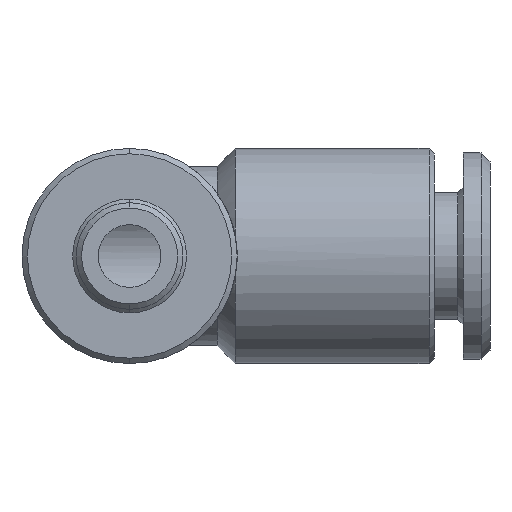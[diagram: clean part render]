
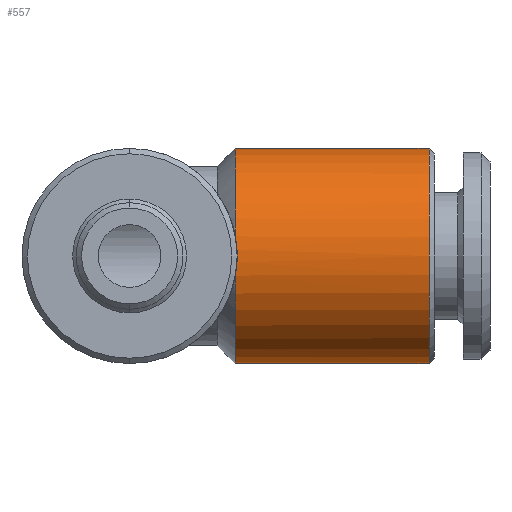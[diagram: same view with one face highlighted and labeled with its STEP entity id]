
A CAD part, front view. The second image highlights one B-rep face of the part: STEP entity #557.
In plain terms, the highlighted cylindrical face has radius 6 mm (diameter 12 mm), a partial arc.
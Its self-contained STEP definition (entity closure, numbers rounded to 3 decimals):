
#296 = VERTEX_POINT ( 'NONE', #1144 ) ;
#324 = VERTEX_POINT ( 'NONE', #1195 ) ;
#325 = VERTEX_POINT ( 'NONE', #1194 ) ;
#333 = VERTEX_POINT ( 'NONE', #1321 ) ;
#351 = VERTEX_POINT ( 'NONE', #1243 ) ;
#383 = VERTEX_POINT ( 'NONE', #1350 ) ;
#391 = EDGE_CURVE ( 'NONE', #325, #333, #1356, .T. ) ;
#399 = EDGE_CURVE ( 'NONE', #296, #324, #1365, .T. ) ;
#405 = EDGE_CURVE ( 'NONE', #333, #351, #1507, .T. ) ;
#407 = EDGE_CURVE ( 'NONE', #383, #351, #1407, .T. ) ;
#524 = EDGE_LOOP ( 'NONE', ( #546, #566, #545, #608, #610, #579 ) ) ;
#545 = ORIENTED_EDGE ( 'NONE', *, *, #399, .T. ) ;
#546 = ORIENTED_EDGE ( 'NONE', *, *, #391, .F. ) ;
#557 = ADVANCED_FACE ( 'NONE', ( #2080 ), #2074, .T. ) ;
#566 = ORIENTED_EDGE ( 'NONE', *, *, #578, .T. ) ;
#578 = EDGE_CURVE ( 'NONE', #325, #296, #2346, .T. ) ;
#579 = ORIENTED_EDGE ( 'NONE', *, *, #405, .F. ) ;
#608 = ORIENTED_EDGE ( 'NONE', *, *, #609, .F. ) ;
#609 = EDGE_CURVE ( 'NONE', #383, #324, #2294, .T. ) ;
#610 = ORIENTED_EDGE ( 'NONE', *, *, #407, .T. ) ;
#1144 = CARTESIAN_POINT ( 'NONE',  ( 16.7, 0., 6. ) ) ;
#1194 = CARTESIAN_POINT ( 'NONE',  ( 16.7, 0., -6. ) ) ;
#1195 = CARTESIAN_POINT ( 'NONE',  ( 5.9, 0., 6. ) ) ;
#1243 = CARTESIAN_POINT ( 'NONE',  ( 5.9, -5.9, -1.091 ) ) ;
#1321 = CARTESIAN_POINT ( 'NONE',  ( 5.9, 0., -6. ) ) ;
#1344 = DIRECTION ( 'NONE',  ( -1., 0., 0. ) ) ;
#1345 = VECTOR ( 'NONE', #1344, 1000. ) ;
#1346 = CARTESIAN_POINT ( 'NONE',  ( -3.45, 0., -6. ) ) ;
#1350 = CARTESIAN_POINT ( 'NONE',  ( 5.9, -5.9, 1.091 ) ) ;
#1356 = LINE ( 'NONE', #1346, #1345 ) ;
#1362 = DIRECTION ( 'NONE',  ( -1., 0., 0. ) ) ;
#1363 = VECTOR ( 'NONE', #1362, 1000. ) ;
#1364 = CARTESIAN_POINT ( 'NONE',  ( -3.45, 0., 6. ) ) ;
#1365 = LINE ( 'NONE', #1364, #1363 ) ;
#1404 = CARTESIAN_POINT ( 'NONE',  ( 6.034, -6.034, -0.368 ) ) ;
#1405 = CARTESIAN_POINT ( 'NONE',  ( 6.034, -6.034, 0.368 ) ) ;
#1406 = CARTESIAN_POINT ( 'NONE',  ( 5.9, -5.9, 1.091 ) ) ;
#1407 =( BOUNDED_CURVE ( )  B_SPLINE_CURVE ( 3, ( #1406, #1405, #1404, #1489 ),
 .UNSPECIFIED., .F., .T. ) 
 B_SPLINE_CURVE_WITH_KNOTS ( ( 4, 4 ),
 ( 6.1, 6.466 ),
 .UNSPECIFIED. ) 
 CURVE ( )  GEOMETRIC_REPRESENTATION_ITEM ( )  RATIONAL_B_SPLINE_CURVE ( ( 1., 0.989, 0.989, 1. ) ) 
 REPRESENTATION_ITEM ( '' )  );
#1489 = CARTESIAN_POINT ( 'NONE',  ( 5.9, -5.9, -1.091 ) ) ;
#1503 = DIRECTION ( 'NONE',  ( 0., 0., 1. ) ) ;
#1504 = DIRECTION ( 'NONE',  ( -1., 0., 0. ) ) ;
#1505 = CARTESIAN_POINT ( 'NONE',  ( 5.9, 0., 0. ) ) ;
#1506 = AXIS2_PLACEMENT_3D ( 'NONE', #1505, #1504, #1503 ) ;
#1507 = CIRCLE ( 'NONE', #1506, 6. ) ;
#2008 = DIRECTION ( 'NONE',  ( 0., 0., 1. ) ) ;
#2071 = DIRECTION ( 'NONE',  ( -1., 0., 0. ) ) ;
#2072 = CARTESIAN_POINT ( 'NONE',  ( -3.45, 0., 0. ) ) ;
#2073 = AXIS2_PLACEMENT_3D ( 'NONE', #2072, #2071, #2008 ) ;
#2074 = CYLINDRICAL_SURFACE ( 'NONE', #2073, 6. ) ;
#2080 = FACE_OUTER_BOUND ( 'NONE', #524, .T. ) ;
#2290 = DIRECTION ( 'NONE',  ( 0., 0., 1. ) ) ;
#2291 = DIRECTION ( 'NONE',  ( -1., 0., 0. ) ) ;
#2292 = CARTESIAN_POINT ( 'NONE',  ( 5.9, 0., 0. ) ) ;
#2293 = AXIS2_PLACEMENT_3D ( 'NONE', #2292, #2291, #2290 ) ;
#2294 = CIRCLE ( 'NONE', #2293, 6. ) ;
#2343 = DIRECTION ( 'NONE',  ( -1., 0., 0. ) ) ;
#2344 = CARTESIAN_POINT ( 'NONE',  ( 16.7, 0., 0. ) ) ;
#2345 = AXIS2_PLACEMENT_3D ( 'NONE', #2344, #2343, #2440 ) ;
#2346 = CIRCLE ( 'NONE', #2345, 6. ) ;
#2440 = DIRECTION ( 'NONE',  ( 0., 0., 1. ) ) ;
